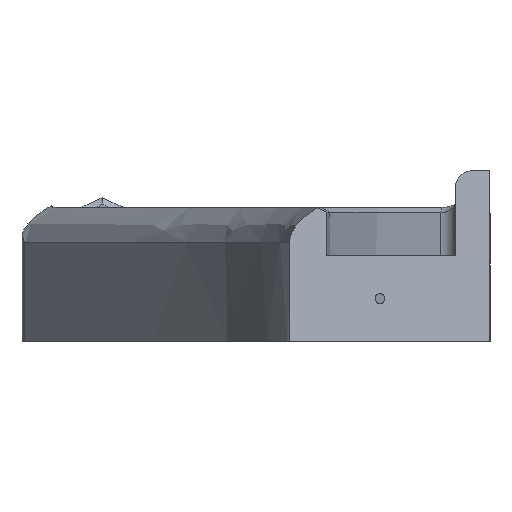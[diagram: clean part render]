
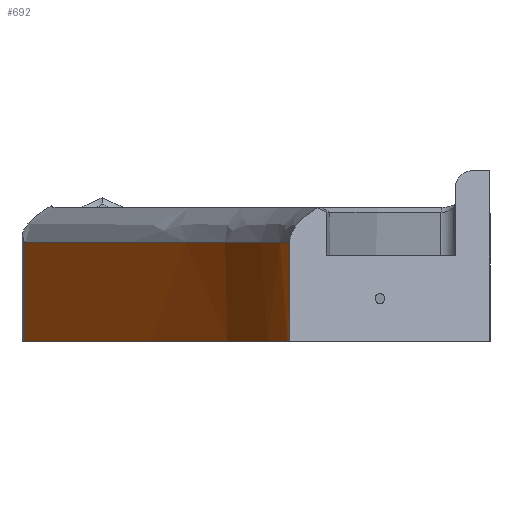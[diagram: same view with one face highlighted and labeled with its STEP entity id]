
A CAD part, front view. The second image highlights one B-rep face of the part: STEP entity #692.
In plain terms, the highlighted free-form (B-spline) face has degree [3, 1] with [10, 2] control points.
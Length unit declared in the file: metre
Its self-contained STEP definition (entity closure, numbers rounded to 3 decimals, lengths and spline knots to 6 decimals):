
#46=B_SPLINE_SURFACE_WITH_KNOTS('',3,1,((#1508,#1509),(#1510,#1511),(#1512,
#1513),(#1514,#1515),(#1516,#1517),(#1518,#1519),(#1520,#1521),(#1522,#1523),
(#1524,#1525),(#1526,#1527)),.SURF_OF_LINEAR_EXTRUSION.,.F.,.F.,.F.,(4,
1,1,1,1,1,1,4),(2,2),(0.005774,0.130927,0.25608,
0.318657,0.381234,0.443811,0.475099,
0.506387),(0.,1.),.UNSPECIFIED.);
#90=B_SPLINE_CURVE_WITH_KNOTS('',3,(#1528,#1529,#1530,#1531,#1532),
 .UNSPECIFIED.,.F.,.F.,(4,1,4),(0.,0.462116,1.),.UNSPECIFIED.);
#91=B_SPLINE_CURVE_WITH_KNOTS('',3,(#1533,#1534,#1535,#1536,#1537,#1538,
#1539,#1540,#1541,#1542),.UNSPECIFIED.,.F.,.F.,(4,1,1,1,1,1,1,4),(0.491758,
0.523523,0.555288,0.618818,0.682348,
0.745879,0.872939,1.),.UNSPECIFIED.);
#118=LINE('',#1008,#151);
#136=LINE('',#1399,#169);
#151=VECTOR('',#807,1.);
#169=VECTOR('',#871,1.);
#277=ORIENTED_EDGE('',*,*,#457,.F.);
#278=ORIENTED_EDGE('',*,*,#398,.T.);
#279=ORIENTED_EDGE('',*,*,#458,.T.);
#280=ORIENTED_EDGE('',*,*,#450,.T.);
#398=EDGE_CURVE('',#499,#498,#118,.F.);
#450=EDGE_CURVE('',#536,#535,#136,.T.);
#457=EDGE_CURVE('',#499,#535,#90,.F.);
#458=EDGE_CURVE('',#498,#536,#91,.T.);
#498=VERTEX_POINT('',#1007);
#499=VERTEX_POINT('',#1009);
#535=VERTEX_POINT('',#1398);
#536=VERTEX_POINT('',#1400);
#576=EDGE_LOOP('',(#277,#278,#279,#280));
#631=FACE_BOUND('',#576,.T.);
#692=ADVANCED_FACE('',(#631),#46,.F.);
#807=DIRECTION('',(0.,0.,-1.));
#871=DIRECTION('',(0.,0.,-1.));
#1007=CARTESIAN_POINT('',(1.081288,0.462891,0.034));
#1008=CARTESIAN_POINT('',(1.081288,0.462891,0.017));
#1009=CARTESIAN_POINT('',(1.081288,0.462891,0.005));
#1398=CARTESIAN_POINT('',(1.003615,0.627957,0.005));
#1399=CARTESIAN_POINT('',(1.003615,0.627957,0.059));
#1400=CARTESIAN_POINT('',(1.003615,0.627957,0.034));
#1508=CARTESIAN_POINT('',(1.003615,0.627957,0.034));
#1509=CARTESIAN_POINT('',(1.003615,0.627957,0.005));
#1510=CARTESIAN_POINT('',(1.013195,0.613942,0.034));
#1511=CARTESIAN_POINT('',(1.013195,0.613942,0.005));
#1512=CARTESIAN_POINT('',(1.034001,0.586671,0.034));
#1513=CARTESIAN_POINT('',(1.034001,0.586671,0.005));
#1514=CARTESIAN_POINT('',(1.058116,0.553298,0.034));
#1515=CARTESIAN_POINT('',(1.058116,0.553298,0.005));
#1516=CARTESIAN_POINT('',(1.07267,0.526321,0.034));
#1517=CARTESIAN_POINT('',(1.07267,0.526321,0.005));
#1518=CARTESIAN_POINT('',(1.080312,0.505771,0.034));
#1519=CARTESIAN_POINT('',(1.080312,0.505771,0.005));
#1520=CARTESIAN_POINT('',(1.083212,0.488236,0.034));
#1521=CARTESIAN_POINT('',(1.083212,0.488236,0.005));
#1522=CARTESIAN_POINT('',(1.082978,0.473869,0.034));
#1523=CARTESIAN_POINT('',(1.082978,0.473869,0.005));
#1524=CARTESIAN_POINT('',(1.081983,0.466567,0.034));
#1525=CARTESIAN_POINT('',(1.081983,0.466567,0.005));
#1526=CARTESIAN_POINT('',(1.081288,0.462891,0.034));
#1527=CARTESIAN_POINT('',(1.081288,0.462891,0.005));
#1528=CARTESIAN_POINT('',(1.002294,0.629899,0.005));
#1529=CARTESIAN_POINT('',(1.037378,0.57802,0.005));
#1530=CARTESIAN_POINT('',(1.139211,0.477267,0.005));
#1531=CARTESIAN_POINT('',(1.013925,0.345757,0.005));
#1532=CARTESIAN_POINT('',(0.95952,0.28117,0.005));
#1533=CARTESIAN_POINT('',(1.081288,0.462891,0.034));
#1534=CARTESIAN_POINT('',(1.081983,0.466567,0.034));
#1535=CARTESIAN_POINT('',(1.082978,0.473869,0.034));
#1536=CARTESIAN_POINT('',(1.083212,0.488236,0.034));
#1537=CARTESIAN_POINT('',(1.080312,0.505771,0.034));
#1538=CARTESIAN_POINT('',(1.07267,0.526321,0.034));
#1539=CARTESIAN_POINT('',(1.058116,0.553298,0.034));
#1540=CARTESIAN_POINT('',(1.034001,0.586671,0.034));
#1541=CARTESIAN_POINT('',(1.013195,0.613942,0.034));
#1542=CARTESIAN_POINT('',(1.003615,0.627957,0.034));
